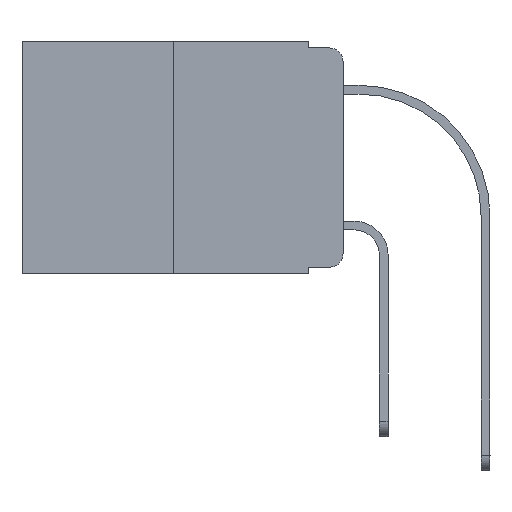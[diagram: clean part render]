
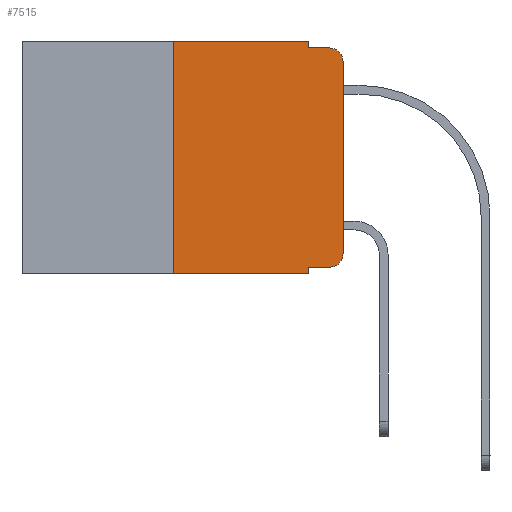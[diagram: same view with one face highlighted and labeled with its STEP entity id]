
A CAD part, left-side view. The second image highlights one B-rep face of the part: STEP entity #7515.
In plain terms, the highlighted planar face has unit normal (-1, 0, 0).
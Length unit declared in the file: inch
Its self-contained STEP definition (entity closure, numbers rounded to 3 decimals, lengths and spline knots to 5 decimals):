
#59 = EDGE_CURVE ( 'NONE', #14299, #9117, #766, .T. ) ;
#438 = LINE ( 'NONE', #4229, #12495 ) ;
#689 = DIRECTION ( 'NONE',  ( 0., 0., -1. ) ) ;
#766 = LINE ( 'NONE', #8839, #14317 ) ;
#992 = EDGE_CURVE ( 'NONE', #6989, #6953, #5173, .T. ) ;
#1078 = EDGE_CURVE ( 'NONE', #6953, #8212, #438, .T. ) ;
#1150 = ORIENTED_EDGE ( 'NONE', *, *, #1078, .F. ) ;
#1228 = EDGE_CURVE ( 'NONE', #6574, #13547, #12432, .T. ) ;
#1362 = CARTESIAN_POINT ( 'NONE',  ( 0., 0.051, 0. ) ) ;
#1375 = ORIENTED_EDGE ( 'NONE', *, *, #59, .T. ) ;
#1519 = ORIENTED_EDGE ( 'NONE', *, *, #2681, .F. ) ;
#1719 = FACE_OUTER_BOUND ( 'NONE', #6880, .T. ) ;
#1863 = EDGE_CURVE ( 'NONE', #11426, #9736, #7930, .T. ) ;
#1957 = CIRCLE ( 'NONE', #3598, 0.02 ) ;
#2412 = DIRECTION ( 'NONE',  ( -1., 0., 0. ) ) ;
#2681 = EDGE_CURVE ( 'NONE', #14299, #9736, #6295, .T. ) ;
#2710 = EDGE_CURVE ( 'NONE', #9117, #6574, #14535, .T. ) ;
#3281 = CARTESIAN_POINT ( 'NONE',  ( 0., 0., 0. ) ) ;
#3454 = EDGE_CURVE ( 'NONE', #13547, #8212, #1957, .T. ) ;
#3598 = AXIS2_PLACEMENT_3D ( 'NONE', #14202, #10253, #12707 ) ;
#3608 = CARTESIAN_POINT ( 'NONE',  ( 0., 0.473, 0. ) ) ;
#4079 = DIRECTION ( 'NONE',  ( 0., -1., 0. ) ) ;
#4229 = CARTESIAN_POINT ( 'NONE',  ( 0., 0.051, -0.01 ) ) ;
#4301 = PLANE ( 'NONE',  #5130 ) ;
#4348 = CARTESIAN_POINT ( 'NONE',  ( 0., 0.25, 0. ) ) ;
#4885 = DIRECTION ( 'NONE',  ( 0., -1., 0. ) ) ;
#5130 = AXIS2_PLACEMENT_3D ( 'NONE', #14967, #16281, #689 ) ;
#5159 = VECTOR ( 'NONE', #14165, 39.37008 ) ;
#5173 = LINE ( 'NONE', #10416, #10058 ) ;
#5184 = ORIENTED_EDGE ( 'NONE', *, *, #992, .F. ) ;
#6295 = LINE ( 'NONE', #1362, #16492 ) ;
#6400 = EDGE_CURVE ( 'NONE', #16827, #6989, #11226, .T. ) ;
#6574 = VERTEX_POINT ( 'NONE', #12127 ) ;
#6713 = DIRECTION ( 'NONE',  ( 0., -1., 0. ) ) ;
#6818 = CARTESIAN_POINT ( 'NONE',  ( 0., 0.051, -0.333 ) ) ;
#6880 = EDGE_LOOP ( 'NONE', ( #12589, #10256, #1150, #5184, #13568, #13376, #7118, #1519, #1375, #15569 ) ) ;
#6953 = VERTEX_POINT ( 'NONE', #13061 ) ;
#6989 = VERTEX_POINT ( 'NONE', #11934 ) ;
#7118 = ORIENTED_EDGE ( 'NONE', *, *, #1863, .T. ) ;
#7273 = CARTESIAN_POINT ( 'NONE',  ( 0., 0.02, -0.333 ) ) ;
#7515 = ADVANCED_FACE ( 'NONE', ( #1719 ), #4301, .F. ) ;
#7865 = VECTOR ( 'NONE', #16539, 39.37008 ) ;
#7930 = LINE ( 'NONE', #15862, #16719 ) ;
#8212 = VERTEX_POINT ( 'NONE', #15792 ) ;
#8307 = LINE ( 'NONE', #13532, #12971 ) ;
#8839 = CARTESIAN_POINT ( 'NONE',  ( 0., 0.051, -0.333 ) ) ;
#9117 = VERTEX_POINT ( 'NONE', #7273 ) ;
#9702 = CARTESIAN_POINT ( 'NONE',  ( 0., 0., -0.03 ) ) ;
#9736 = VERTEX_POINT ( 'NONE', #11794 ) ;
#9999 = CARTESIAN_POINT ( 'NONE',  ( 0., 0.25, -0.343 ) ) ;
#10058 = VECTOR ( 'NONE', #14372, 39.37008 ) ;
#10230 = DIRECTION ( 'NONE',  ( 0., 0., -1. ) ) ;
#10253 = DIRECTION ( 'NONE',  ( -1., 0., 0. ) ) ;
#10256 = ORIENTED_EDGE ( 'NONE', *, *, #3454, .T. ) ;
#10416 = CARTESIAN_POINT ( 'NONE',  ( 0., 0.051, 0. ) ) ;
#11218 = AXIS2_PLACEMENT_3D ( 'NONE', #14355, #2412, #10230 ) ;
#11226 = LINE ( 'NONE', #3608, #5159 ) ;
#11426 = VERTEX_POINT ( 'NONE', #9999 ) ;
#11794 = CARTESIAN_POINT ( 'NONE',  ( 0., 0.051, -0.343 ) ) ;
#11934 = CARTESIAN_POINT ( 'NONE',  ( 0., 0.051, 0. ) ) ;
#12127 = CARTESIAN_POINT ( 'NONE',  ( 0., 0., -0.313 ) ) ;
#12432 = LINE ( 'NONE', #3281, #7865 ) ;
#12495 = VECTOR ( 'NONE', #6713, 39.37008 ) ;
#12589 = ORIENTED_EDGE ( 'NONE', *, *, #1228, .T. ) ;
#12707 = DIRECTION ( 'NONE',  ( 0., 0., -1. ) ) ;
#12772 = DIRECTION ( 'NONE',  ( 0., 0., -1. ) ) ;
#12971 = VECTOR ( 'NONE', #16072, 39.37008 ) ;
#13061 = CARTESIAN_POINT ( 'NONE',  ( 0., 0.051, -0.01 ) ) ;
#13376 = ORIENTED_EDGE ( 'NONE', *, *, #16448, .F. ) ;
#13532 = CARTESIAN_POINT ( 'NONE',  ( 0., 0.25, 0. ) ) ;
#13547 = VERTEX_POINT ( 'NONE', #9702 ) ;
#13568 = ORIENTED_EDGE ( 'NONE', *, *, #6400, .F. ) ;
#14165 = DIRECTION ( 'NONE',  ( 0., -1., 0. ) ) ;
#14202 = CARTESIAN_POINT ( 'NONE',  ( 0., 0.02, -0.03 ) ) ;
#14299 = VERTEX_POINT ( 'NONE', #6818 ) ;
#14317 = VECTOR ( 'NONE', #4885, 39.37008 ) ;
#14355 = CARTESIAN_POINT ( 'NONE',  ( 0., 0.02, -0.313 ) ) ;
#14372 = DIRECTION ( 'NONE',  ( 0., 0., -1. ) ) ;
#14535 = CIRCLE ( 'NONE', #11218, 0.02 ) ;
#14967 = CARTESIAN_POINT ( 'NONE',  ( 0., 0.473, 0. ) ) ;
#15569 = ORIENTED_EDGE ( 'NONE', *, *, #2710, .T. ) ;
#15792 = CARTESIAN_POINT ( 'NONE',  ( 0., 0.02, -0.01 ) ) ;
#15862 = CARTESIAN_POINT ( 'NONE',  ( 0., 0.473, -0.343 ) ) ;
#16072 = DIRECTION ( 'NONE',  ( 0., 0., 1. ) ) ;
#16281 = DIRECTION ( 'NONE',  ( 1., 0., 0. ) ) ;
#16448 = EDGE_CURVE ( 'NONE', #11426, #16827, #8307, .T. ) ;
#16492 = VECTOR ( 'NONE', #12772, 39.37008 ) ;
#16539 = DIRECTION ( 'NONE',  ( 0., 0., 1. ) ) ;
#16719 = VECTOR ( 'NONE', #4079, 39.37008 ) ;
#16827 = VERTEX_POINT ( 'NONE', #4348 ) ;
